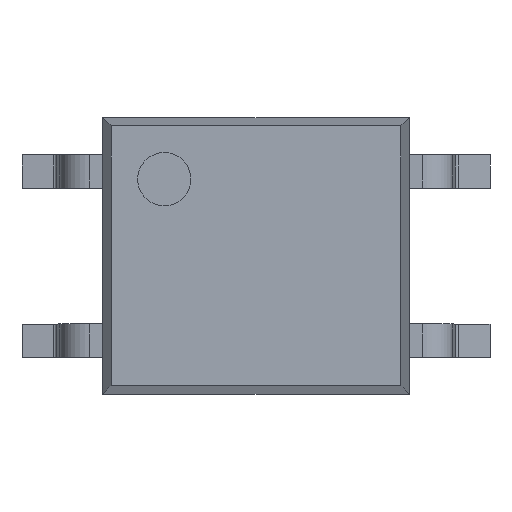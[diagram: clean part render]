
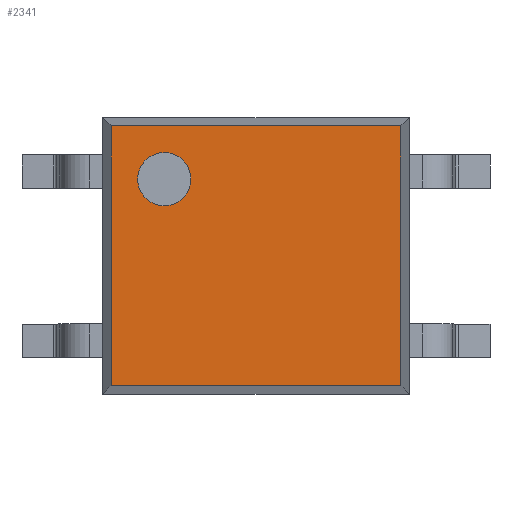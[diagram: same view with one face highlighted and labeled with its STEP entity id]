
A CAD part, top view. The second image highlights one B-rep face of the part: STEP entity #2341.
In plain terms, the highlighted free-form (B-spline) face has degree [1, 1] with [2, 2] control points.
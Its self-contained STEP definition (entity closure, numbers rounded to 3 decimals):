
#1939=CARTESIAN_POINT('',(-0.977,1.152,2.4));
#1940=VERTEX_POINT('',#1939);
#1949=CARTESIAN_POINT('',(-1.777,1.152,2.4));
#1950=VERTEX_POINT('',#1949);
#1951=CARTESIAN_POINT('',(-1.377,1.152,2.4));
#1952=DIRECTION('',(0.0,0.0,-1.0));
#1953=DIRECTION('',(1.0,0.0,0.0));
#1954=AXIS2_PLACEMENT_3D('',#1951,#1952,#1953);
#1955=CIRCLE('',#1954,0.4);
#1956=EDGE_CURVE('',#1950,#1940,#1955,.T.);
#1990=CARTESIAN_POINT('',(-1.377,1.152,2.4));
#1991=DIRECTION('',(0.0,0.0,-1.0));
#1992=DIRECTION('',(1.0,0.0,0.0));
#1993=AXIS2_PLACEMENT_3D('',#1990,#1991,#1992);
#1994=CIRCLE('',#1993,0.4);
#1995=EDGE_CURVE('',#1940,#1950,#1994,.T.);
#2206=CARTESIAN_POINT('',(2.177,1.952,2.4));
#2207=VERTEX_POINT('',#2206);
#2208=CARTESIAN_POINT('',(2.177,-1.952,2.4));
#2209=VERTEX_POINT('',#2208);
#2210=CARTESIAN_POINT('',(2.177,1.952,2.4));
#2211=DIRECTION('',(0.0,-1.0,0.0));
#2212=VECTOR('',#2211,3.904);
#2213=LINE('',#2210,#2212);
#2214=EDGE_CURVE('',#2207,#2209,#2213,.T.);
#2237=CARTESIAN_POINT('',(-2.177,-1.952,2.4));
#2238=VERTEX_POINT('',#2237);
#2239=CARTESIAN_POINT('',(2.177,-1.952,2.4));
#2240=DIRECTION('',(-1.0,0.0,0.0));
#2241=VECTOR('',#2240,4.354);
#2242=LINE('',#2239,#2241);
#2243=EDGE_CURVE('',#2209,#2238,#2242,.T.);
#2261=CARTESIAN_POINT('',(-2.177,1.952,2.4));
#2262=VERTEX_POINT('',#2261);
#2263=CARTESIAN_POINT('',(-2.177,-1.952,2.4));
#2264=DIRECTION('',(0.0,1.0,0.0));
#2265=VECTOR('',#2264,3.904);
#2266=LINE('',#2263,#2265);
#2267=EDGE_CURVE('',#2238,#2262,#2266,.T.);
#2292=CARTESIAN_POINT('',(-2.177,1.952,2.4));
#2293=DIRECTION('',(1.0,0.0,0.0));
#2294=VECTOR('',#2293,4.354);
#2295=LINE('',#2292,#2294);
#2296=EDGE_CURVE('',#2262,#2207,#2295,.T.);
#2326=CARTESIAN_POINT('',(-2.177,-1.952,2.4));
#2327=CARTESIAN_POINT('',(2.177,-1.952,2.4));
#2328=CARTESIAN_POINT('',(-2.177,1.952,2.4));
#2329=CARTESIAN_POINT('',(2.177,1.952,2.4));
#2330=B_SPLINE_SURFACE_WITH_KNOTS('',1,1,((#2326,#2328),(#2327,#2329)),.UNSPECIFIED.,.F.,.F.,.U.,(2,2),(2,2),(0.0,4.354),(0.0,3.904),.UNSPECIFIED.);
#2331=ORIENTED_EDGE('',*,*,#2214,.F.);
#2332=ORIENTED_EDGE('',*,*,#2296,.F.);
#2333=ORIENTED_EDGE('',*,*,#2267,.F.);
#2334=ORIENTED_EDGE('',*,*,#2243,.F.);
#2335=EDGE_LOOP('',(#2331,#2332,#2333,#2334));
#2336=FACE_OUTER_BOUND('',#2335,.T.);
#2337=ORIENTED_EDGE('',*,*,#1995,.T.);
#2338=ORIENTED_EDGE('',*,*,#1956,.T.);
#2339=EDGE_LOOP('',(#2337,#2338));
#2340=FACE_BOUND('',#2339,.T.);
#2341=ADVANCED_FACE('',(#2336,#2340),#2330,.T.);
